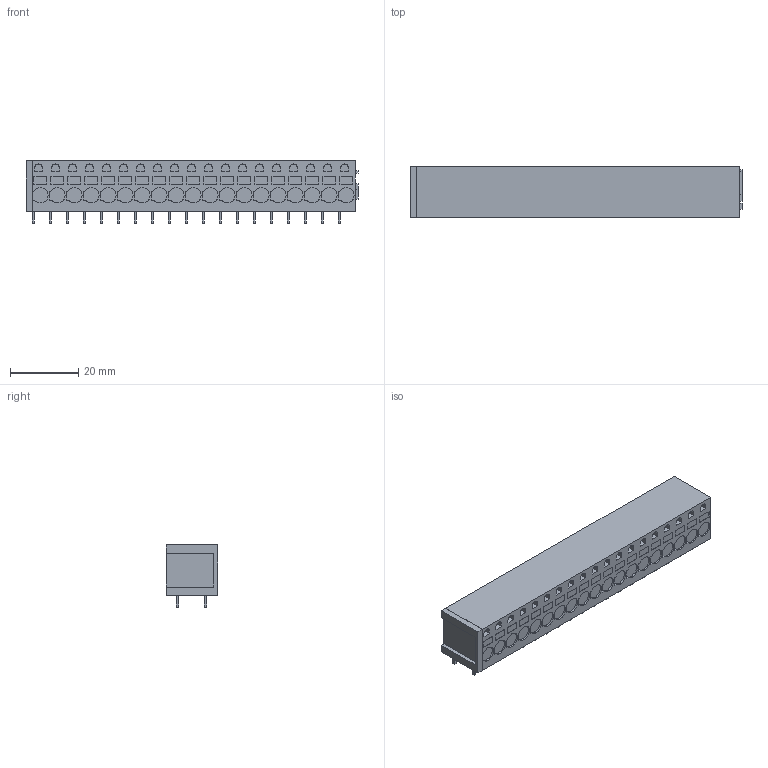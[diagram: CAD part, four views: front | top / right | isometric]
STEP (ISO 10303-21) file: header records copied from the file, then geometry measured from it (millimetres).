
FILE_DESCRIPTION(('CATIA V5 STEP Exchange','CAx-IF Rec.Pracs.--- Model Styling and Organization---1.4--- 2014-01-23'),'2;1');
FILE_NAME ('394093-3_1_1425470000_1425470000.stp','2022-08-10T11:19:44+00:00',('none'),('Weidmueller'),'CATIA Version 5-6 Release 2016 SP3 HF44','CATIA V5 STEP AP214','none');
FILE_SCHEMA(('AUTOMOTIVE_DESIGN { 1 0 10303 214 1 1 1 1 }'));
Length unit declared in the file: millimetre
Products named in the file (1): 1425470000
Bounding box: 97.63 x 15.2 x 18.3 mm (x, y, z)
Volume: 21329 mm3; surface area: 8249.8 mm2
Topology: 39 solids, 115 shells, 1226 faces, 2804 edges, 1869 vertices
Faces by surface type: plane 967, cylinder 126, cone 57, bspline 38, extrusion 19, torus 19
Entity records: 36604 total; most frequent: CARTESIAN_POINT 10647, ORIENTED_EDGE 5608, DIRECTION 4334, EDGE_CURVE 2804, VECTOR 2191, LINE 2172, VERTEX_POINT 1869, EDGE_LOOP 1297
